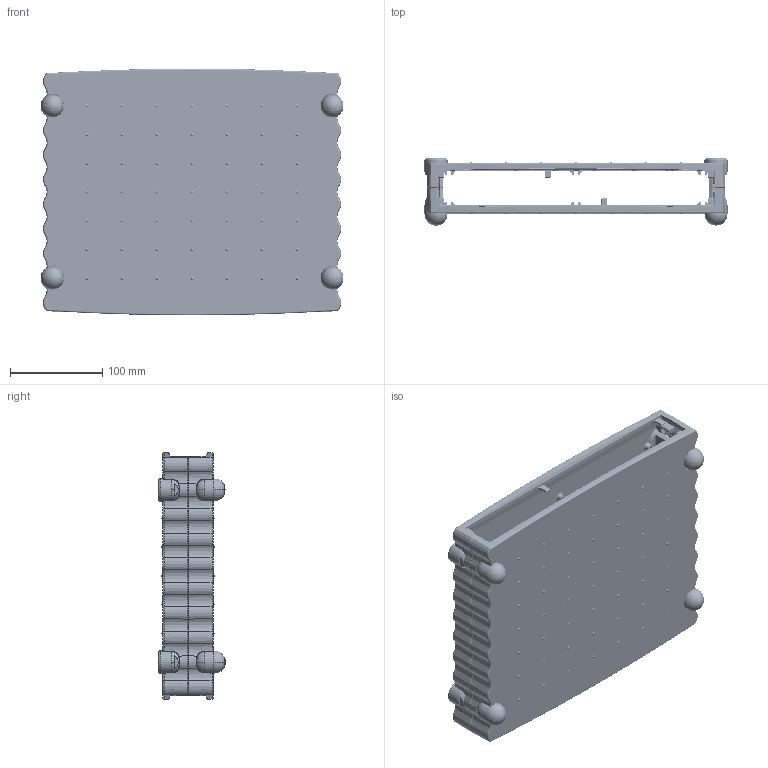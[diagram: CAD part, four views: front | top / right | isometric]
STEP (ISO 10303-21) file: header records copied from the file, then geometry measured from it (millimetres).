
FILE_DESCRIPTION (( 'STEP AP214' ), '1' );
FILE_NAME ('07700101.STEP', '2008-05-28T06:00:21', ( 'baramundi Management Suite Install User' ), ( 'ROSE Systemtechnik GmbH' ), 'SwSTEP 2.0', 'SolidWorks 2008', '' );
FILE_SCHEMA (( 'AUTOMOTIVE_DESIGN' ));
Products named in the file (12): 83034_Standard; 07700101; 94176_Standard; 12901_Standard; 56199_Standard; 41053_Standard; 41051_Standard; 41054_Standard; 56198_Standard; 41050_Standard; 93282_Standard
Assembly tree (26 placements, depth 3):
  07700101
    83034_Standard  x4
    93282_Standard  x4
    41053_Standard  x4
      41050_Standard
    41054_Standard  x4
      41051_Standard
    94176_Standard  x4
    56199_Standard
      12901_Standard
    56198_Standard
      12901_Standard
Bounding box: 329 x 72.76 x 267.93 mm (x, y, z)
Volume: 790780.2 mm3; surface area: 461233.9 mm2
Topology: 22 solids, 22 shells, 4646 faces, 11622 edges, 6802 vertices
Faces by surface type: bspline 1048, torus 842, plane 764, cylinder 746, cone 742, sphere 504
Entity records: 143206 total; most frequent: CARTESIAN_POINT 53637, ORIENTED_EDGE 19494, DIRECTION 18759, EDGE_CURVE 9747, AXIS2_PLACEMENT_3D 8390, VERTEX_POINT 5816, CIRCLE 5314, EDGE_LOOP 4289
